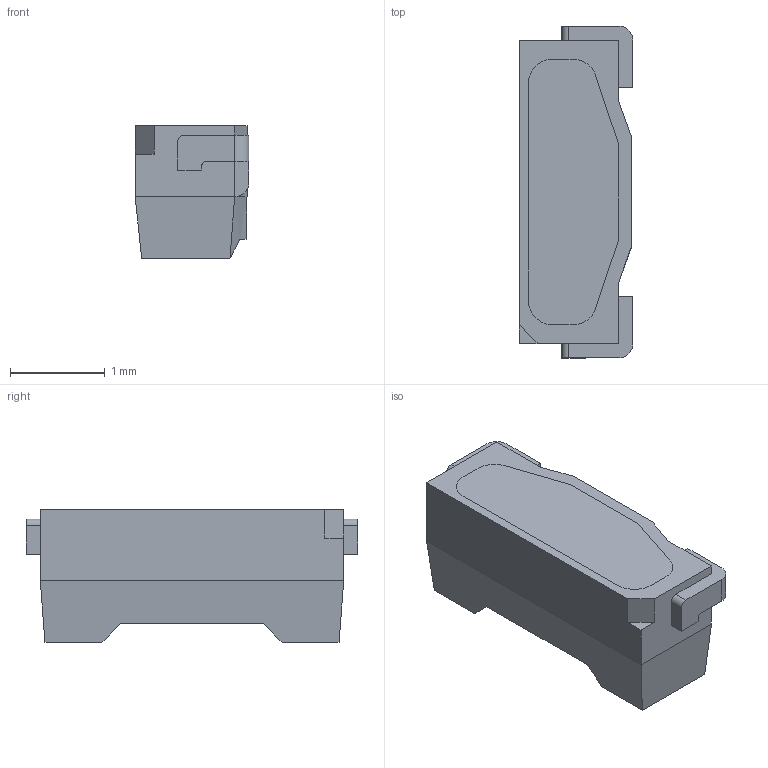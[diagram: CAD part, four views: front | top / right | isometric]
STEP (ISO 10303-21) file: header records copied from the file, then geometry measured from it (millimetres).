
FILE_DESCRIPTION (( 'STEP AP214' ), '1' );
FILE_NAME ('SE-KSE024716B_NSSx088A 3D Data.STEP', '2018-09-20T08:08:51', ( '' ), ( '' ), 'SwSTEP 2.0', 'SolidWorks 2015', '' );
FILE_SCHEMA (( 'AUTOMOTIVE_DESIGN' ));
Length unit declared in the file: metre
Products named in the file (3): Part1; Part2_1; SE-KSE024716B_NSSx088A 3D Data
Assembly tree (2 placements, depth 2):
  SE-KSE024716B_NSSx088A 3D Data
    Part2_1
    Part1
Bounding box: 1.2 x 3.5 x 1.4 mm (x, y, z)
Volume: 4.6 mm3; surface area: 24.6 mm2
Topology: 2 solids, 2 shells, 75 faces, 196 edges, 126 vertices
Faces by surface type: plane 57, cylinder 16, bspline 2
Entity records: 3231 total; most frequent: CARTESIAN_POINT 442, ORIENTED_EDGE 392, DIRECTION 380, EDGE_CURVE 196, LINE 160, VECTOR 160, VERTEX_POINT 126, AXIS2_PLACEMENT_3D 110
